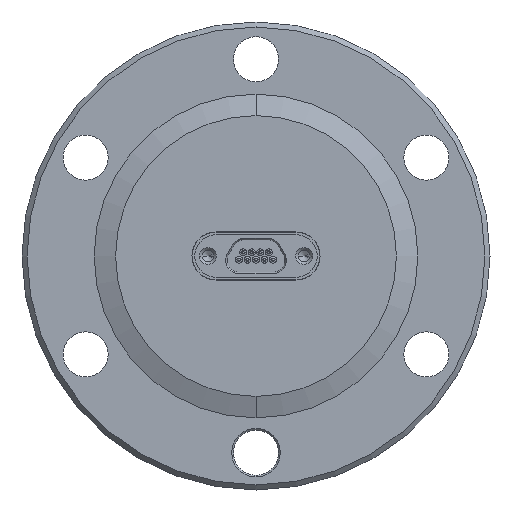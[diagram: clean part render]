
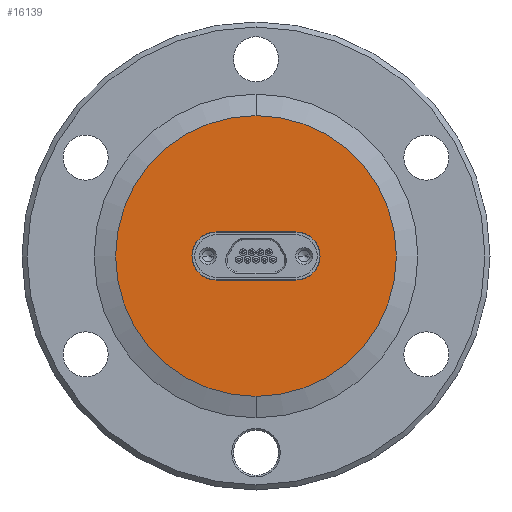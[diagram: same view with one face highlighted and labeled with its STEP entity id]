
A CAD part, front view. The second image highlights one B-rep face of the part: STEP entity #16139.
In plain terms, the highlighted planar face has unit normal (0, -1, 0).
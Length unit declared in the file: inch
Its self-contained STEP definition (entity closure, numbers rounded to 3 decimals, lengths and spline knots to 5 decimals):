
#1565 = PLANE ( 'NONE',  #11196 ) ;
#1567 = CARTESIAN_POINT ( 'NONE',  ( 0.825, -0.449, 0. ) ) ;
#1571 = DIRECTION ( 'NONE',  ( 0., -1., 0. ) ) ;
#1572 = DIRECTION ( 'NONE',  ( 0., 0., -1. ) ) ;
#3810 = AXIS2_PLACEMENT_3D ( 'NONE', #5078, #5079, #5080 ) ;
#3811 = AXIS2_PLACEMENT_3D ( 'NONE', #5073, #5074, #5075 ) ;
#3846 = AXIS2_PLACEMENT_3D ( 'NONE', #5433, #5434, #5435 ) ;
#3850 = AXIS2_PLACEMENT_3D ( 'NONE', #5419, #5420, #5421 ) ;
#4479 = EDGE_LOOP ( 'NONE', ( #10525, #10524 ) ) ;
#4485 = EDGE_LOOP ( 'NONE', ( #10529, #10528, #10527, #10526 ) ) ;
#4646 = VERTEX_POINT ( 'NONE', #8339 ) ;
#4648 = VERTEX_POINT ( 'NONE', #8340 ) ;
#4654 = VERTEX_POINT ( 'NONE', #8343 ) ;
#4662 = VERTEX_POINT ( 'NONE', #8347 ) ;
#4664 = VERTEX_POINT ( 'NONE', #8348 ) ;
#4678 = VERTEX_POINT ( 'NONE', #8355 ) ;
#5071 = CARTESIAN_POINT ( 'NONE',  ( -0.235, -0.449, 0.1415 ) ) ;
#5072 = DIRECTION ( 'NONE',  ( -1., 0., 0. ) ) ;
#5073 = CARTESIAN_POINT ( 'NONE',  ( -0.235, -0.449, 0. ) ) ;
#5074 = DIRECTION ( 'NONE',  ( 0., -1., 0. ) ) ;
#5075 = DIRECTION ( 'NONE',  ( 0., 0., -1. ) ) ;
#5076 = CARTESIAN_POINT ( 'NONE',  ( -0.235, -0.449, -0.1415 ) ) ;
#5077 = DIRECTION ( 'NONE',  ( 1., 0., 0. ) ) ;
#5078 = CARTESIAN_POINT ( 'NONE',  ( 0.235, -0.449, 0. ) ) ;
#5079 = DIRECTION ( 'NONE',  ( 0., -1., 0. ) ) ;
#5080 = DIRECTION ( 'NONE',  ( 0., 0., -1. ) ) ;
#5419 = CARTESIAN_POINT ( 'NONE',  ( 0., -0.449, 0. ) ) ;
#5420 = DIRECTION ( 'NONE',  ( 0., -1., 0. ) ) ;
#5421 = DIRECTION ( 'NONE',  ( 0., 0., -1. ) ) ;
#5433 = CARTESIAN_POINT ( 'NONE',  ( 0., -0.449, 0. ) ) ;
#5434 = DIRECTION ( 'NONE',  ( 0., -1., 0. ) ) ;
#5435 = DIRECTION ( 'NONE',  ( 0., 0., -1. ) ) ;
#7830 = FACE_BOUND ( 'NONE', #4485, .T. ) ;
#7834 = FACE_OUTER_BOUND ( 'NONE', #4479, .T. ) ;
#8339 = CARTESIAN_POINT ( 'NONE',  ( 0.235, -0.449, -0.1415 ) ) ;
#8340 = CARTESIAN_POINT ( 'NONE',  ( 0.235, -0.449, 0.1415 ) ) ;
#8343 = CARTESIAN_POINT ( 'NONE',  ( -0.235, -0.449, 0.1415 ) ) ;
#8347 = CARTESIAN_POINT ( 'NONE',  ( 0., -0.449, -0.825 ) ) ;
#8348 = CARTESIAN_POINT ( 'NONE',  ( 0., -0.449, 0.825 ) ) ;
#8355 = CARTESIAN_POINT ( 'NONE',  ( -0.235, -0.449, -0.1415 ) ) ;
#9279 = CIRCLE ( 'NONE', #3850, 0.825 ) ;
#9295 = CIRCLE ( 'NONE', #3846, 0.825 ) ;
#9351 = CIRCLE ( 'NONE', #3811, 0.1415 ) ;
#9354 = LINE ( 'NONE', #5071, #9356 ) ;
#9355 = CIRCLE ( 'NONE', #3810, 0.1415 ) ;
#9356 = VECTOR ( 'NONE', #5072, 39.37008 ) ;
#9357 = LINE ( 'NONE', #5076, #9359 ) ;
#9359 = VECTOR ( 'NONE', #5077, 39.37008 ) ;
#10524 = ORIENTED_EDGE ( 'NONE', *, *, #11605, .T. ) ;
#10525 = ORIENTED_EDGE ( 'NONE', *, *, #11627, .T. ) ;
#10526 = ORIENTED_EDGE ( 'NONE', *, *, #11761, .F. ) ;
#10527 = ORIENTED_EDGE ( 'NONE', *, *, #11758, .F. ) ;
#10528 = ORIENTED_EDGE ( 'NONE', *, *, #11756, .F. ) ;
#10529 = ORIENTED_EDGE ( 'NONE', *, *, #11753, .F. ) ;
#11196 = AXIS2_PLACEMENT_3D ( 'NONE', #1567, #1571, #1572 ) ;
#11605 = EDGE_CURVE ( 'NONE', #4664, #4662, #9279, .T. ) ;
#11627 = EDGE_CURVE ( 'NONE', #4662, #4664, #9295, .T. ) ;
#11753 = EDGE_CURVE ( 'NONE', #4654, #4678, #9351, .T. ) ;
#11756 = EDGE_CURVE ( 'NONE', #4648, #4654, #9354, .T. ) ;
#11758 = EDGE_CURVE ( 'NONE', #4646, #4648, #9355, .T. ) ;
#11761 = EDGE_CURVE ( 'NONE', #4678, #4646, #9357, .T. ) ;
#16139 = ADVANCED_FACE ( 'NONE', ( #7830, #7834 ), #1565, .T. ) ;
